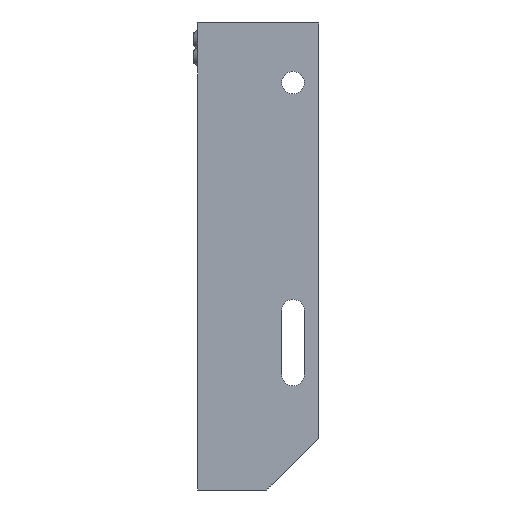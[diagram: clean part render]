
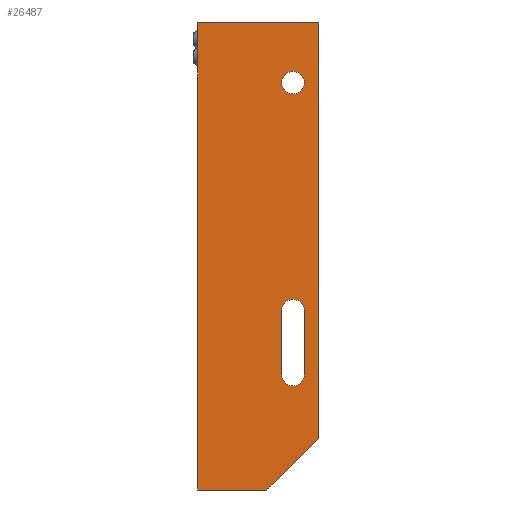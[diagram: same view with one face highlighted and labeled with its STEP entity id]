
A CAD part, left-side view. The second image highlights one B-rep face of the part: STEP entity #26487.
In plain terms, the highlighted planar face has unit normal (-1, 0, 0).
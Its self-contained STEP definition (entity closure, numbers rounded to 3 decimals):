
#121 = VECTOR ( 'NONE', #24452, 1000. ) ;
#135 = CARTESIAN_POINT ( 'NONE',  ( -350., 8.5, -166.5 ) ) ;
#141 = AXIS2_PLACEMENT_3D ( 'NONE', #15548, #22020, #26327 ) ;
#386 = CARTESIAN_POINT ( 'NONE',  ( -350., 8.5, -203.5 ) ) ;
#424 = ORIENTED_EDGE ( 'NONE', *, *, #9765, .T. ) ;
#555 = LINE ( 'NONE', #135, #26763 ) ;
#756 = EDGE_LOOP ( 'NONE', ( #16315, #4681 ) ) ;
#1418 = EDGE_CURVE ( 'NONE', #5537, #24424, #1778, .T. ) ;
#1778 = LINE ( 'NONE', #5420, #121 ) ;
#1874 = DIRECTION ( 'NONE',  ( 0., 0., -1. ) ) ;
#2544 = CARTESIAN_POINT ( 'NONE',  ( -350., 21.5, -166.5 ) ) ;
#2730 = CIRCLE ( 'NONE', #5445, 6.5 ) ;
#3009 = DIRECTION ( 'NONE',  ( 0., 0., -1. ) ) ;
#3200 = CARTESIAN_POINT ( 'NONE',  ( -350., 15., -203.5 ) ) ;
#3771 = CARTESIAN_POINT ( 'NONE',  ( -350., 15., -210. ) ) ;
#3866 = VERTEX_POINT ( 'NONE', #13903 ) ;
#4086 = EDGE_CURVE ( 'NONE', #24424, #7443, #7636, .T. ) ;
#4264 = DIRECTION ( 'NONE',  ( 1., 0., 0. ) ) ;
#4435 = LINE ( 'NONE', #20110, #8064 ) ;
#4606 = DIRECTION ( 'NONE',  ( 0., 1., 0. ) ) ;
#4681 = ORIENTED_EDGE ( 'NONE', *, *, #4756, .T. ) ;
#4703 = AXIS2_PLACEMENT_3D ( 'NONE', #3200, #9606, #7471 ) ;
#4756 = EDGE_CURVE ( 'NONE', #20695, #27276, #24281, .T. ) ;
#4801 = DIRECTION ( 'NONE',  ( 0., 0., -1. ) ) ;
#4914 = ORIENTED_EDGE ( 'NONE', *, *, #21862, .F. ) ;
#5420 = CARTESIAN_POINT ( 'NONE',  ( -350., 21.5, -203.5 ) ) ;
#5445 = AXIS2_PLACEMENT_3D ( 'NONE', #25981, #26078, #4801 ) ;
#5537 = VERTEX_POINT ( 'NONE', #25614 ) ;
#5631 = DIRECTION ( 'NONE',  ( 0., 0., 1. ) ) ;
#5883 = ORIENTED_EDGE ( 'NONE', *, *, #24377, .F. ) ;
#6147 = CARTESIAN_POINT ( 'NONE',  ( -350., 70., -270. ) ) ;
#6373 = DIRECTION ( 'NONE',  ( 0., -1., 0. ) ) ;
#6472 = ORIENTED_EDGE ( 'NONE', *, *, #27140, .T. ) ;
#7066 = CIRCLE ( 'NONE', #4703, 6.5 ) ;
#7443 = VERTEX_POINT ( 'NONE', #22184 ) ;
#7471 = DIRECTION ( 'NONE',  ( 0., 0., -1. ) ) ;
#7578 = VERTEX_POINT ( 'NONE', #3771 ) ;
#7636 = CIRCLE ( 'NONE', #22158, 6.5 ) ;
#8064 = VECTOR ( 'NONE', #5631, 1000. ) ;
#8666 = DIRECTION ( 'NONE',  ( 0., 0., -1. ) ) ;
#8737 = AXIS2_PLACEMENT_3D ( 'NONE', #23904, #21846, #3009 ) ;
#8871 = PLANE ( 'NONE',  #12394 ) ;
#9606 = DIRECTION ( 'NONE',  ( 1., 0., 0. ) ) ;
#9765 = EDGE_CURVE ( 'NONE', #7443, #20804, #555, .T. ) ;
#10307 = DIRECTION ( 'NONE',  ( 1., 0., 0. ) ) ;
#10613 = ORIENTED_EDGE ( 'NONE', *, *, #19350, .F. ) ;
#11211 = VERTEX_POINT ( 'NONE', #6147 ) ;
#11237 = VECTOR ( 'NONE', #4606, 1000. ) ;
#11574 = CARTESIAN_POINT ( 'NONE',  ( -350., 30., -270. ) ) ;
#11918 = EDGE_CURVE ( 'NONE', #27276, #20695, #2730, .T. ) ;
#12394 = AXIS2_PLACEMENT_3D ( 'NONE', #23657, #4264, #19024 ) ;
#13086 = CARTESIAN_POINT ( 'NONE',  ( -350., 70., -270. ) ) ;
#13903 = CARTESIAN_POINT ( 'NONE',  ( -350., 0., -240. ) ) ;
#13952 = CARTESIAN_POINT ( 'NONE',  ( -350., 0., 0. ) ) ;
#14299 = ORIENTED_EDGE ( 'NONE', *, *, #4086, .T. ) ;
#14439 = CIRCLE ( 'NONE', #141, 6.5 ) ;
#15548 = CARTESIAN_POINT ( 'NONE',  ( -350., 15., -203.5 ) ) ;
#16313 = ORIENTED_EDGE ( 'NONE', *, *, #21921, .T. ) ;
#16315 = ORIENTED_EDGE ( 'NONE', *, *, #11918, .T. ) ;
#16712 = VERTEX_POINT ( 'NONE', #11574 ) ;
#17511 = DIRECTION ( 'NONE',  ( 0., 0.707, -0.707 ) ) ;
#17895 = CARTESIAN_POINT ( 'NONE',  ( -350., 30., -270. ) ) ;
#17999 = DIRECTION ( 'NONE',  ( 0., 0., -1. ) ) ;
#18663 = VECTOR ( 'NONE', #17511, 1000. ) ;
#18688 = EDGE_LOOP ( 'NONE', ( #424, #6472, #16313, #18918, #14299 ) ) ;
#18918 = ORIENTED_EDGE ( 'NONE', *, *, #1418, .T. ) ;
#19024 = DIRECTION ( 'NONE',  ( 0., 0., 1. ) ) ;
#19200 = CARTESIAN_POINT ( 'NONE',  ( -350., 0., 0. ) ) ;
#19350 = EDGE_CURVE ( 'NONE', #25077, #3866, #20932, .T. ) ;
#20110 = CARTESIAN_POINT ( 'NONE',  ( -350., 70., 0. ) ) ;
#20695 = VERTEX_POINT ( 'NONE', #21038 ) ;
#20725 = CARTESIAN_POINT ( 'NONE',  ( -350., 70., 0. ) ) ;
#20804 = VERTEX_POINT ( 'NONE', #386 ) ;
#20932 = LINE ( 'NONE', #24287, #21927 ) ;
#21002 = CARTESIAN_POINT ( 'NONE',  ( -350., 15., -166.5 ) ) ;
#21038 = CARTESIAN_POINT ( 'NONE',  ( -350., 15., -28.5 ) ) ;
#21094 = FACE_OUTER_BOUND ( 'NONE', #22449, .T. ) ;
#21400 = FACE_BOUND ( 'NONE', #756, .T. ) ;
#21579 = ORIENTED_EDGE ( 'NONE', *, *, #27158, .F. ) ;
#21846 = DIRECTION ( 'NONE',  ( 1., 0., 0. ) ) ;
#21862 = EDGE_CURVE ( 'NONE', #11211, #24639, #4435, .T. ) ;
#21921 = EDGE_CURVE ( 'NONE', #7578, #5537, #7066, .T. ) ;
#21927 = VECTOR ( 'NONE', #17999, 1000. ) ;
#22020 = DIRECTION ( 'NONE',  ( 1., 0., 0. ) ) ;
#22158 = AXIS2_PLACEMENT_3D ( 'NONE', #21002, #10307, #1874 ) ;
#22184 = CARTESIAN_POINT ( 'NONE',  ( -350., 8.5, -166.5 ) ) ;
#22449 = EDGE_LOOP ( 'NONE', ( #10613, #22843, #4914, #5883, #21579 ) ) ;
#22843 = ORIENTED_EDGE ( 'NONE', *, *, #23466, .F. ) ;
#23155 = LINE ( 'NONE', #13086, #11237 ) ;
#23202 = LINE ( 'NONE', #19200, #27235 ) ;
#23466 = EDGE_CURVE ( 'NONE', #24639, #25077, #23202, .T. ) ;
#23657 = CARTESIAN_POINT ( 'NONE',  ( -350., 0., 0. ) ) ;
#23904 = CARTESIAN_POINT ( 'NONE',  ( -350., 15., -35. ) ) ;
#24281 = CIRCLE ( 'NONE', #8737, 6.5 ) ;
#24287 = CARTESIAN_POINT ( 'NONE',  ( -350., 0., -240. ) ) ;
#24377 = EDGE_CURVE ( 'NONE', #16712, #11211, #23155, .T. ) ;
#24424 = VERTEX_POINT ( 'NONE', #2544 ) ;
#24452 = DIRECTION ( 'NONE',  ( 0., 0., 1. ) ) ;
#24639 = VERTEX_POINT ( 'NONE', #20725 ) ;
#25077 = VERTEX_POINT ( 'NONE', #13952 ) ;
#25614 = CARTESIAN_POINT ( 'NONE',  ( -350., 21.5, -203.5 ) ) ;
#25981 = CARTESIAN_POINT ( 'NONE',  ( -350., 15., -35. ) ) ;
#26078 = DIRECTION ( 'NONE',  ( 1., 0., 0. ) ) ;
#26327 = DIRECTION ( 'NONE',  ( 0., 0., -1. ) ) ;
#26423 = CARTESIAN_POINT ( 'NONE',  ( -350., 15., -41.5 ) ) ;
#26487 = ADVANCED_FACE ( 'NONE', ( #27458, #21400, #21094 ), #8871, .F. ) ;
#26763 = VECTOR ( 'NONE', #8666, 1000. ) ;
#26993 = LINE ( 'NONE', #17895, #18663 ) ;
#27140 = EDGE_CURVE ( 'NONE', #20804, #7578, #14439, .T. ) ;
#27158 = EDGE_CURVE ( 'NONE', #3866, #16712, #26993, .T. ) ;
#27235 = VECTOR ( 'NONE', #6373, 1000. ) ;
#27276 = VERTEX_POINT ( 'NONE', #26423 ) ;
#27458 = FACE_BOUND ( 'NONE', #18688, .T. ) ;
